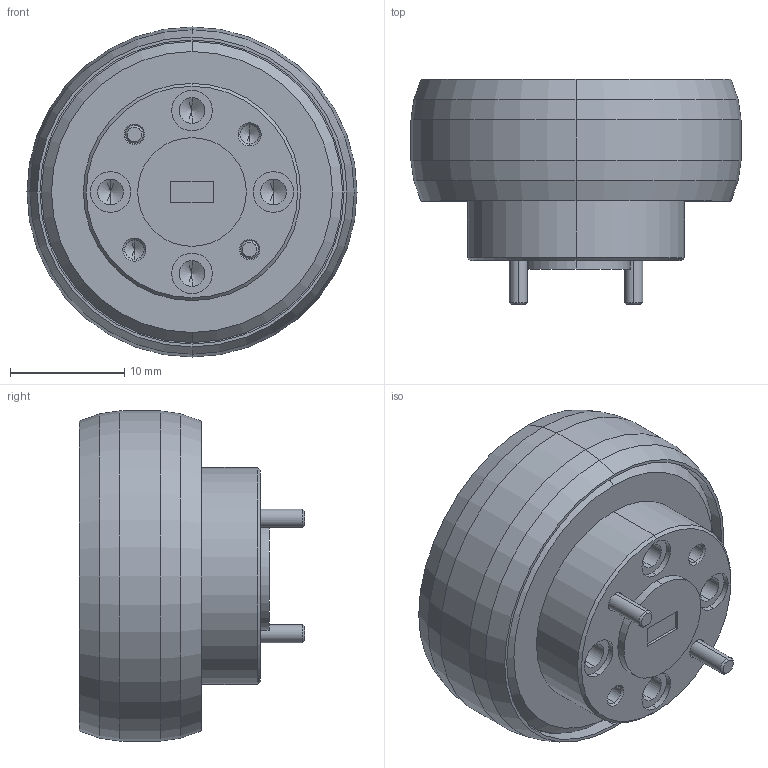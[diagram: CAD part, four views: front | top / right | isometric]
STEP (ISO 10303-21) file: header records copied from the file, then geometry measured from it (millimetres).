
FILE_DESCRIPTION (( 'STEP AP203' ), '1' );
FILE_NAME ('SAO-5037530230-15-S1.STEP', '2018-04-17T16:34:38', ( '' ), ( '' ), 'SwSTEP 2.0', 'SolidWorks 2016', '' );
FILE_SCHEMA (( 'CONFIG_CONTROL_DESIGN' ));
Length unit declared in the file: inch
Products named in the file (1): SAO-5037530230-15-S1
Bounding box: 28.96 x 19.75 x 28.96 mm (x, y, z)
Volume: 8046.4 mm3; surface area: 5296.1 mm2
Topology: 5 solids, 5 shells, 111 faces, 230 edges, 130 vertices
Faces by surface type: cone 46, cylinder 42, plane 23
Entity records: 2889 total; most frequent: DIRECTION 552, CARTESIAN_POINT 456, ORIENTED_EDGE 428, AXIS2_PLACEMENT_3D 226, EDGE_CURVE 214, VERTEX_POINT 130, EDGE_LOOP 128, CIRCLE 114
